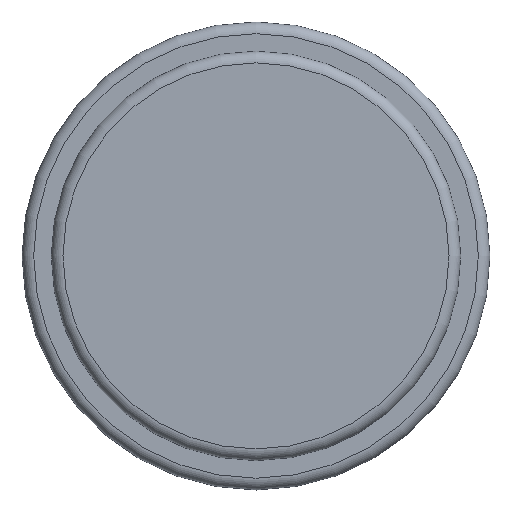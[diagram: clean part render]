
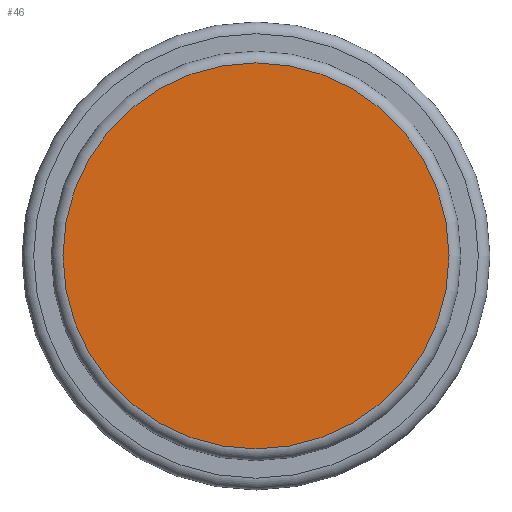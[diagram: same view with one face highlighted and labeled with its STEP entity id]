
A CAD part, top view. The second image highlights one B-rep face of the part: STEP entity #46.
In plain terms, the highlighted planar face has unit normal (0, 0, 1).
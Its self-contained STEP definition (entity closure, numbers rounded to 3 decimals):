
#35=PLANE('',#125);
#38=FACE_OUTER_BOUND('',#73,.T.);
#46=ADVANCED_FACE('',(#38),#35,.T.);
#73=EDGE_LOOP('',(#87));
#87=ORIENTED_EDGE('',*,*,#103,.F.);
#96=VERTEX_POINT('',#174);
#103=EDGE_CURVE('',#96,#96,#110,.T.);
#110=CIRCLE('',#121,8.25);
#121=AXIS2_PLACEMENT_3D('',#173,#145,#146);
#125=AXIS2_PLACEMENT_3D('',#179,#153,#154);
#145=DIRECTION('',(0.,0.,-1.));
#146=DIRECTION('',(1.,0.,0.));
#153=DIRECTION('',(0.,0.,1.));
#154=DIRECTION('',(-1.,0.,0.));
#173=CARTESIAN_POINT('',(0.,0.,3.2));
#174=CARTESIAN_POINT('',(8.25,0.,3.2));
#179=CARTESIAN_POINT('',(0.,0.,3.2));
